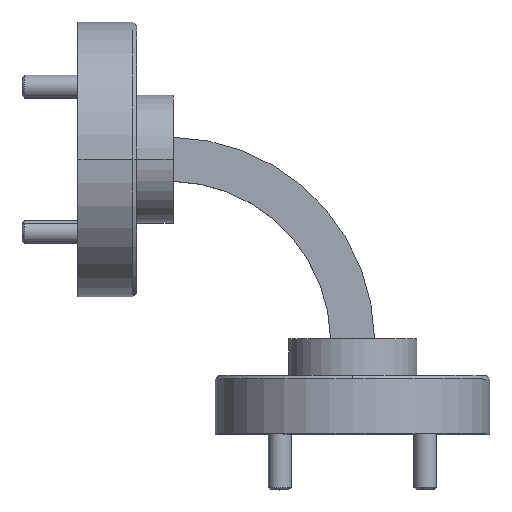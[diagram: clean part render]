
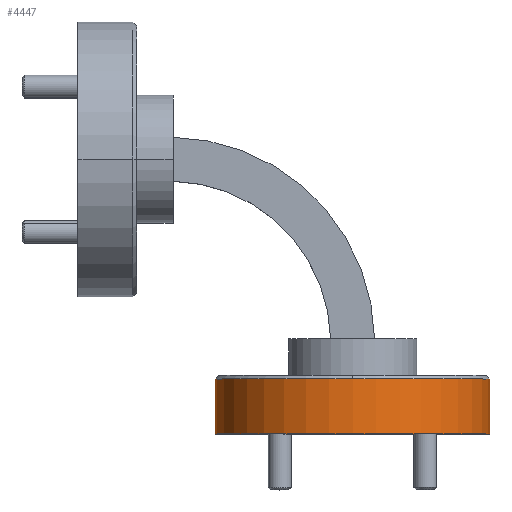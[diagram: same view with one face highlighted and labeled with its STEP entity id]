
A CAD part, top view. The second image highlights one B-rep face of the part: STEP entity #4447.
In plain terms, the highlighted cylindrical face has radius 9.525 mm (diameter 19.05 mm), a partial arc.
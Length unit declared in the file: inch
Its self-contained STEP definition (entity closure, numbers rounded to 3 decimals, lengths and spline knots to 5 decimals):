
#307 = DIRECTION ( 'NONE',  ( 0., -1., 0. ) ) ;
#433 = CARTESIAN_POINT ( 'NONE',  ( -2.36322, 0.54363, 0.6964 ) ) ;
#561 = CIRCLE ( 'NONE', #1513, 0.375 ) ;
#662 = VERTEX_POINT ( 'NONE', #3079 ) ;
#932 = ORIENTED_EDGE ( 'NONE', *, *, #6347, .T. ) ;
#958 = DIRECTION ( 'NONE',  ( 0., -1., 0. ) ) ;
#1480 = LINE ( 'NONE', #6079, #1772 ) ;
#1513 = AXIS2_PLACEMENT_3D ( 'NONE', #4405, #6684, #2712 ) ;
#1553 = DIRECTION ( 'NONE',  ( 0., -1., 0. ) ) ;
#1567 = CARTESIAN_POINT ( 'NONE',  ( -2.73822, 0.54363, 0.6964 ) ) ;
#1772 = VECTOR ( 'NONE', #307, 39.37008 ) ;
#1860 = CARTESIAN_POINT ( 'NONE',  ( -2.73822, 0.39363, 0.6964 ) ) ;
#2080 = VERTEX_POINT ( 'NONE', #4617 ) ;
#2622 = CARTESIAN_POINT ( 'NONE',  ( -2.36322, 0.55363, 0.6964 ) ) ;
#2659 = CYLINDRICAL_SURFACE ( 'NONE', #6576, 0.375 ) ;
#2672 = CARTESIAN_POINT ( 'NONE',  ( -2.73822, 0.55363, 0.6964 ) ) ;
#2712 = DIRECTION ( 'NONE',  ( 0., 0., -1. ) ) ;
#2750 = AXIS2_PLACEMENT_3D ( 'NONE', #6739, #1553, #6192 ) ;
#2893 = CARTESIAN_POINT ( 'NONE',  ( -1.98822, 0.39363, 0.6964 ) ) ;
#2993 = EDGE_CURVE ( 'NONE', #3316, #3559, #5948, .T. ) ;
#3079 = CARTESIAN_POINT ( 'NONE',  ( -1.98822, 0.54363, 0.6964 ) ) ;
#3316 = VERTEX_POINT ( 'NONE', #2893 ) ;
#3516 = ORIENTED_EDGE ( 'NONE', *, *, #2993, .F. ) ;
#3559 = VERTEX_POINT ( 'NONE', #1860 ) ;
#3825 = ORIENTED_EDGE ( 'NONE', *, *, #4059, .T. ) ;
#3911 = EDGE_LOOP ( 'NONE', ( #4800, #932, #3825, #3516, #5808 ) ) ;
#4059 = EDGE_CURVE ( 'NONE', #5463, #3559, #4320, .T. ) ;
#4274 = DIRECTION ( 'NONE',  ( 1., 0., 0. ) ) ;
#4320 = LINE ( 'NONE', #2672, #5968 ) ;
#4351 = DIRECTION ( 'NONE',  ( 0., 0., -1. ) ) ;
#4405 = CARTESIAN_POINT ( 'NONE',  ( -2.36322, 0.54363, 0.6964 ) ) ;
#4447 = ADVANCED_FACE ( 'NONE', ( #4831 ), #2659, .T. ) ;
#4617 = CARTESIAN_POINT ( 'NONE',  ( -2.36322, 0.54363, 1.0714 ) ) ;
#4800 = ORIENTED_EDGE ( 'NONE', *, *, #5457, .T. ) ;
#4831 = FACE_OUTER_BOUND ( 'NONE', #3911, .T. ) ;
#4943 = DIRECTION ( 'NONE',  ( 0., -1., 0. ) ) ;
#5384 = CIRCLE ( 'NONE', #7281, 0.375 ) ;
#5457 = EDGE_CURVE ( 'NONE', #662, #2080, #5384, .T. ) ;
#5463 = VERTEX_POINT ( 'NONE', #1567 ) ;
#5808 = ORIENTED_EDGE ( 'NONE', *, *, #6618, .F. ) ;
#5948 = CIRCLE ( 'NONE', #2750, 0.375 ) ;
#5968 = VECTOR ( 'NONE', #958, 39.37008 ) ;
#6079 = CARTESIAN_POINT ( 'NONE',  ( -1.98822, 0.55363, 0.6964 ) ) ;
#6192 = DIRECTION ( 'NONE',  ( 1., 0., 0. ) ) ;
#6347 = EDGE_CURVE ( 'NONE', #2080, #5463, #561, .T. ) ;
#6576 = AXIS2_PLACEMENT_3D ( 'NONE', #2622, #6593, #4274 ) ;
#6593 = DIRECTION ( 'NONE',  ( 0., -1., 0. ) ) ;
#6618 = EDGE_CURVE ( 'NONE', #662, #3316, #1480, .T. ) ;
#6684 = DIRECTION ( 'NONE',  ( 0., -1., 0. ) ) ;
#6739 = CARTESIAN_POINT ( 'NONE',  ( -2.36322, 0.39363, 0.6964 ) ) ;
#7281 = AXIS2_PLACEMENT_3D ( 'NONE', #433, #4943, #4351 ) ;
